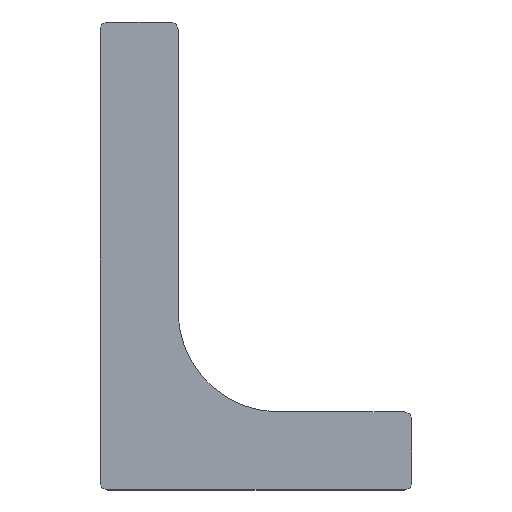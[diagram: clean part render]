
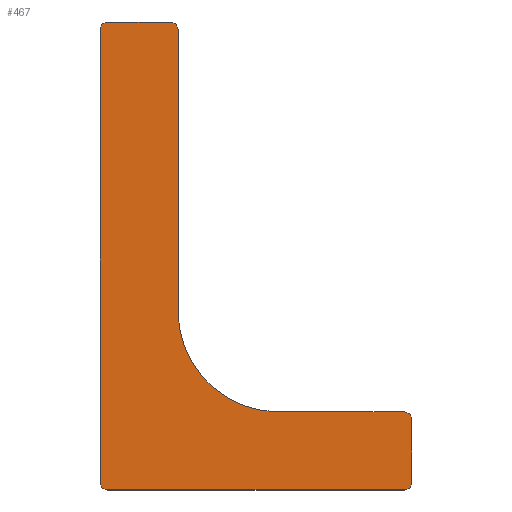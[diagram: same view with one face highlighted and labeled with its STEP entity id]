
A CAD part, top view. The second image highlights one B-rep face of the part: STEP entity #467.
In plain terms, the highlighted planar face has unit normal (0, 0, 1).
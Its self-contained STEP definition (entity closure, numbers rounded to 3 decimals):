
#60=CARTESIAN_POINT('',(20.,46.,0.5));
#61=VERTEX_POINT('',#60);
#68=CARTESIAN_POINT('',(46.,20.,0.5));
#69=VERTEX_POINT('',#68);
#70=CARTESIAN_POINT('',(46.0,46.,0.5));
#71=DIRECTION('',(0.0,0.0,1.0));
#72=DIRECTION('',(-0.707,-0.707,0.0));
#73=AXIS2_PLACEMENT_3D('',#70,#71,#72);
#74=CIRCLE('',#73,26.0);
#75=EDGE_CURVE('',#61,#69,#74,.T.);
#100=CARTESIAN_POINT('',(20.,118.0,0.5));
#101=VERTEX_POINT('',#100);
#108=CARTESIAN_POINT('',(20.,118.0,0.5));
#109=DIRECTION('',(0.0,-1.0,0.0));
#110=VECTOR('',#109,72.);
#111=LINE('',#108,#110);
#112=EDGE_CURVE('',#101,#61,#111,.T.);
#133=CARTESIAN_POINT('',(2.,0.0,0.5));
#134=VERTEX_POINT('',#133);
#141=CARTESIAN_POINT('',(0.,2.,0.5));
#142=VERTEX_POINT('',#141);
#143=CARTESIAN_POINT('',(2.,2.0,0.5));
#144=DIRECTION('',(0.0,0.0,-1.0));
#145=DIRECTION('',(-0.707,-0.707,0.0));
#146=AXIS2_PLACEMENT_3D('',#143,#144,#145);
#147=CIRCLE('',#146,2.0);
#148=EDGE_CURVE('',#134,#142,#147,.T.);
#173=CARTESIAN_POINT('',(78.,0.0,0.5));
#174=VERTEX_POINT('',#173);
#181=CARTESIAN_POINT('',(78.,0.0,0.5));
#182=DIRECTION('',(-1.0,0.0,0.0));
#183=VECTOR('',#182,76.);
#184=LINE('',#181,#183);
#185=EDGE_CURVE('',#174,#134,#184,.T.);
#271=CARTESIAN_POINT('',(18.,120.0,0.5));
#272=VERTEX_POINT('',#271);
#273=CARTESIAN_POINT('',(18.,118.0,0.5));
#274=DIRECTION('',(0.0,0.0,-1.));
#275=DIRECTION('',(0.707,0.707,0.0));
#276=AXIS2_PLACEMENT_3D('',#273,#274,#275);
#277=CIRCLE('',#276,2.);
#278=EDGE_CURVE('',#272,#101,#277,.T.);
#298=CARTESIAN_POINT('',(2.,120.0,0.5));
#299=VERTEX_POINT('',#298);
#306=CARTESIAN_POINT('',(2.,120.0,0.5));
#307=DIRECTION('',(1.0,0.0,0.0));
#308=VECTOR('',#307,16.);
#309=LINE('',#306,#308);
#310=EDGE_CURVE('',#299,#272,#309,.T.);
#320=CARTESIAN_POINT('',(0.,118.0,0.5));
#321=VERTEX_POINT('',#320);
#322=CARTESIAN_POINT('',(2.,118.0,0.5));
#323=DIRECTION('',(0.0,0.0,-1.0));
#324=DIRECTION('',(-0.707,0.707,0.0));
#325=AXIS2_PLACEMENT_3D('',#322,#323,#324);
#326=CIRCLE('',#325,2.0);
#327=EDGE_CURVE('',#321,#299,#326,.T.);
#346=CARTESIAN_POINT('',(0.,2.,0.5));
#347=DIRECTION('',(0.0,1.0,0.0));
#348=VECTOR('',#347,116.0);
#349=LINE('',#346,#348);
#350=EDGE_CURVE('',#142,#321,#349,.T.);
#362=CARTESIAN_POINT('',(78.,20.,0.5));
#363=VERTEX_POINT('',#362);
#364=CARTESIAN_POINT('',(80.0,18.,0.5));
#365=VERTEX_POINT('',#364);
#366=CARTESIAN_POINT('',(78.,18.,0.5));
#367=DIRECTION('',(0.0,0.0,-1.0));
#368=DIRECTION('',(0.707,0.707,0.0));
#369=AXIS2_PLACEMENT_3D('',#366,#367,#368);
#370=CIRCLE('',#369,2.);
#371=EDGE_CURVE('',#363,#365,#370,.T.);
#395=CARTESIAN_POINT('',(80.,2.,0.5));
#396=VERTEX_POINT('',#395);
#397=CARTESIAN_POINT('',(80.0,18.,0.5));
#398=DIRECTION('',(0.0,-1.0,0.0));
#399=VECTOR('',#398,16.);
#400=LINE('',#397,#399);
#401=EDGE_CURVE('',#365,#396,#400,.T.);
#418=CARTESIAN_POINT('',(78.,2.,0.5));
#419=DIRECTION('',(0.0,0.0,-1.0));
#420=DIRECTION('',(0.707,-0.707,0.0));
#421=AXIS2_PLACEMENT_3D('',#418,#419,#420);
#422=CIRCLE('',#421,2.0);
#423=EDGE_CURVE('',#396,#174,#422,.T.);
#437=CARTESIAN_POINT('',(46.,20.,0.5));
#438=DIRECTION('',(1.0,0.0,0.0));
#439=VECTOR('',#438,32.);
#440=LINE('',#437,#439);
#441=EDGE_CURVE('',#69,#363,#440,.T.);
#448=CARTESIAN_POINT('',(25.,45.0,0.5));
#449=DIRECTION('',(0.0,0.0,1.0));
#450=DIRECTION('',(1.0,0.0,0.0));
#451=AXIS2_PLACEMENT_3D('',#448,#449,#450);
#452=PLANE('',#451);
#453=ORIENTED_EDGE('',*,*,#148,.F.);
#454=ORIENTED_EDGE('',*,*,#185,.F.);
#455=ORIENTED_EDGE('',*,*,#423,.F.);
#456=ORIENTED_EDGE('',*,*,#401,.F.);
#457=ORIENTED_EDGE('',*,*,#371,.F.);
#458=ORIENTED_EDGE('',*,*,#441,.F.);
#459=ORIENTED_EDGE('',*,*,#75,.F.);
#460=ORIENTED_EDGE('',*,*,#112,.F.);
#461=ORIENTED_EDGE('',*,*,#278,.F.);
#462=ORIENTED_EDGE('',*,*,#310,.F.);
#463=ORIENTED_EDGE('',*,*,#327,.F.);
#464=ORIENTED_EDGE('',*,*,#350,.F.);
#465=EDGE_LOOP('',(#453,#454,#455,#456,#457,#458,#459,#460,#461,#462,#463,#464));
#466=FACE_OUTER_BOUND('',#465,.T.);
#467=ADVANCED_FACE('',(#466),#452,.T.);
